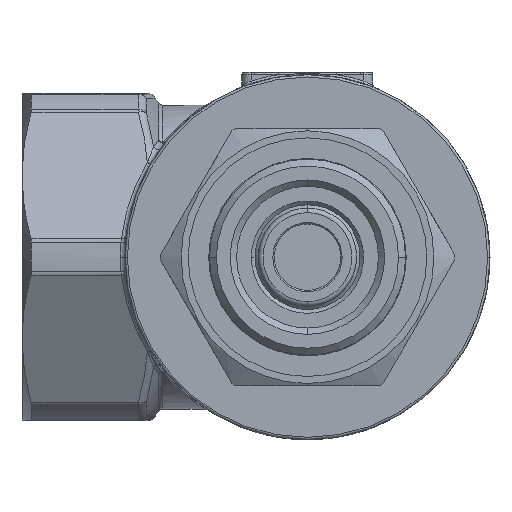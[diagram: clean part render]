
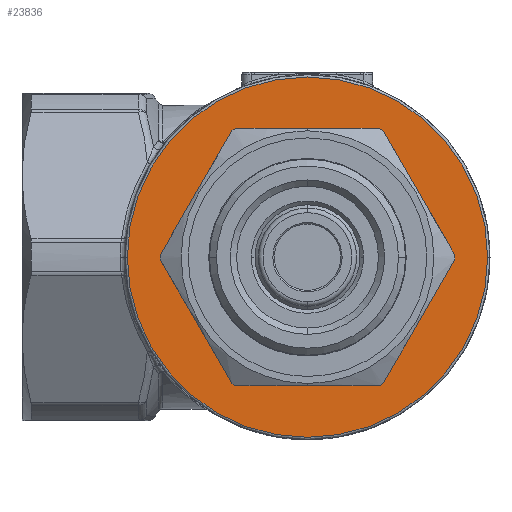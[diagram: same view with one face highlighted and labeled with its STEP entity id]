
A CAD part, front view. The second image highlights one B-rep face of the part: STEP entity #23836.
In plain terms, the highlighted planar face has unit normal (0, -1, 0).
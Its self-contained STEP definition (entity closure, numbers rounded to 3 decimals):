
#958 = CIRCLE ( 'NONE', #8194, 25.75 ) ;
#1179 = EDGE_CURVE ( 'NONE', #16857, #11589, #17227, .T. ) ;
#2117 = CARTESIAN_POINT ( 'NONE',  ( 38.5, -40., 0. ) ) ;
#2175 = DIRECTION ( 'NONE',  ( 0., -1., 0. ) ) ;
#4059 = AXIS2_PLACEMENT_3D ( 'NONE', #25396, #2175, #16336 ) ;
#4202 = ORIENTED_EDGE ( 'NONE', *, *, #1179, .T. ) ;
#4310 = DIRECTION ( 'NONE',  ( -1., 0., 0. ) ) ;
#5773 = DIRECTION ( 'NONE',  ( 0., 1., 0. ) ) ;
#8194 = AXIS2_PLACEMENT_3D ( 'NONE', #30175, #20917, #4310 ) ;
#9163 = CARTESIAN_POINT ( 'NONE',  ( 0., -40., 0. ) ) ;
#9290 = CARTESIAN_POINT ( 'NONE',  ( -38.5, -40., 0. ) ) ;
#9662 = FACE_BOUND ( 'NONE', #21478, .T. ) ;
#9866 = PLANE ( 'NONE',  #16087 ) ;
#10039 = DIRECTION ( 'NONE',  ( 0., -1., 0. ) ) ;
#10471 = CARTESIAN_POINT ( 'NONE',  ( 0., -40., 0. ) ) ;
#10849 = DIRECTION ( 'NONE',  ( -1., 0., 0. ) ) ;
#11589 = VERTEX_POINT ( 'NONE', #9290 ) ;
#13704 = DIRECTION ( 'NONE',  ( 0., -1., 0. ) ) ;
#14796 = AXIS2_PLACEMENT_3D ( 'NONE', #9163, #5773, #25784 ) ;
#15699 = CARTESIAN_POINT ( 'NONE',  ( 0., -40., 0. ) ) ;
#16087 = AXIS2_PLACEMENT_3D ( 'NONE', #15699, #10039, #21534 ) ;
#16336 = DIRECTION ( 'NONE',  ( -1., 0., 0. ) ) ;
#16532 = EDGE_LOOP ( 'NONE', ( #4202, #30083 ) ) ;
#16857 = VERTEX_POINT ( 'NONE', #2117 ) ;
#17227 = CIRCLE ( 'NONE', #26256, 38.5 ) ;
#17898 = CIRCLE ( 'NONE', #4059, 38.5 ) ;
#18238 = EDGE_CURVE ( 'NONE', #11589, #16857, #17898, .T. ) ;
#20917 = DIRECTION ( 'NONE',  ( 0., 1., 0. ) ) ;
#21478 = EDGE_LOOP ( 'NONE', ( #24071, #35130 ) ) ;
#21534 = DIRECTION ( 'NONE',  ( -1., 0., 0. ) ) ;
#21798 = EDGE_CURVE ( 'NONE', #25624, #30101, #35262, .T. ) ;
#23661 = CARTESIAN_POINT ( 'NONE',  ( 0., -40., 25.75 ) ) ;
#23836 = ADVANCED_FACE ( 'NONE', ( #9662, #29677 ), #9866, .T. ) ;
#24071 = ORIENTED_EDGE ( 'NONE', *, *, #31935, .T. ) ;
#25396 = CARTESIAN_POINT ( 'NONE',  ( 0., -40., 0. ) ) ;
#25624 = VERTEX_POINT ( 'NONE', #23661 ) ;
#25784 = DIRECTION ( 'NONE',  ( -1., 0., 0. ) ) ;
#26256 = AXIS2_PLACEMENT_3D ( 'NONE', #10471, #13704, #10849 ) ;
#29677 = FACE_OUTER_BOUND ( 'NONE', #16532, .T. ) ;
#30083 = ORIENTED_EDGE ( 'NONE', *, *, #18238, .T. ) ;
#30101 = VERTEX_POINT ( 'NONE', #32221 ) ;
#30175 = CARTESIAN_POINT ( 'NONE',  ( 0., -40., 0. ) ) ;
#31935 = EDGE_CURVE ( 'NONE', #30101, #25624, #958, .T. ) ;
#32221 = CARTESIAN_POINT ( 'NONE',  ( 0., -40., -25.75 ) ) ;
#35130 = ORIENTED_EDGE ( 'NONE', *, *, #21798, .T. ) ;
#35262 = CIRCLE ( 'NONE', #14796, 25.75 ) ;
